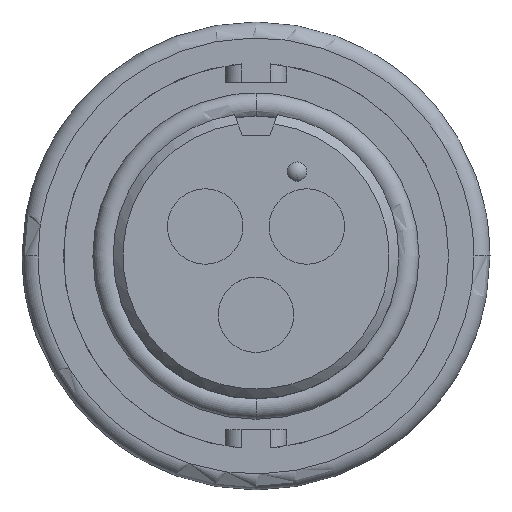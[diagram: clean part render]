
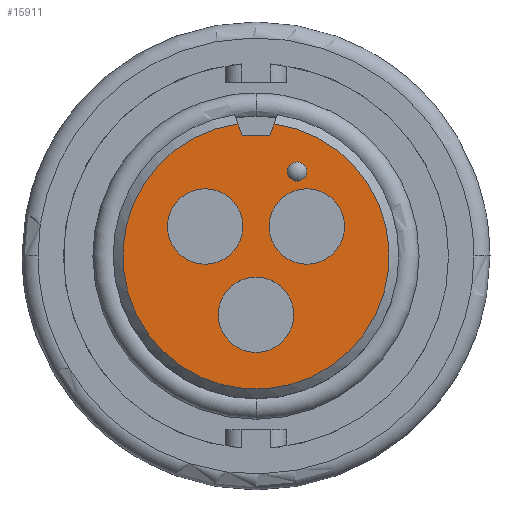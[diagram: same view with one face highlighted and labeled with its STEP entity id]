
A CAD part, top view. The second image highlights one B-rep face of the part: STEP entity #15911.
In plain terms, the highlighted planar face has unit normal (0, 0, 1).
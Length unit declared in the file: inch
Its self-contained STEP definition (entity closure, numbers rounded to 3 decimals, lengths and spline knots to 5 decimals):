
#39 = DIRECTION ( 'NONE',  ( 0., 0., 1. ) ) ;
#362 = AXIS2_PLACEMENT_3D ( 'NONE', #6236, #896, #668 ) ;
#421 = EDGE_CURVE ( 'NONE', #2864, #6026, #11430, .T. ) ;
#611 = CARTESIAN_POINT ( 'NONE',  ( 0.1655, 0.055, 0. ) ) ;
#633 = VERTEX_POINT ( 'NONE', #7784 ) ;
#658 = DIRECTION ( 'NONE',  ( -1., 0., 0. ) ) ;
#668 = DIRECTION ( 'NONE',  ( -1., 0., 0. ) ) ;
#718 = DIRECTION ( 'NONE',  ( -1., 0., 0. ) ) ;
#735 = FACE_BOUND ( 'NONE', #5856, .T. ) ;
#896 = DIRECTION ( 'NONE',  ( 0., 0., 1. ) ) ;
#951 = EDGE_CURVE ( 'NONE', #16049, #7016, #1036, .T. ) ;
#1020 = DIRECTION ( 'NONE',  ( 0., 1., 0. ) ) ;
#1036 = CIRCLE ( 'NONE', #15010, 0.0705 ) ;
#1077 = AXIS2_PLACEMENT_3D ( 'NONE', #14943, #9672, #1754 ) ;
#1146 = CARTESIAN_POINT ( 'NONE',  ( -0.095, 0.055, 0. ) ) ;
#1148 = FACE_OUTER_BOUND ( 'NONE', #15104, .T. ) ;
#1754 = DIRECTION ( 'NONE',  ( -1., 0., 0. ) ) ;
#1850 = AXIS2_PLACEMENT_3D ( 'NONE', #8005, #39, #9318 ) ;
#1855 = EDGE_CURVE ( 'NONE', #10489, #1929, #12858, .T. ) ;
#1916 = VERTEX_POINT ( 'NONE', #8627 ) ;
#1929 = VERTEX_POINT ( 'NONE', #11370 ) ;
#1933 = CARTESIAN_POINT ( 'NONE',  ( -0.0705, -0.11, 0. ) ) ;
#1970 = VECTOR ( 'NONE', #4163, 39.37008 ) ;
#2178 = ORIENTED_EDGE ( 'NONE', *, *, #5546, .F. ) ;
#2475 = DIRECTION ( 'NONE',  ( 0., 0., 1. ) ) ;
#2497 = DIRECTION ( 'NONE',  ( -1., 0., 0. ) ) ;
#2864 = VERTEX_POINT ( 'NONE', #11826 ) ;
#3049 = ORIENTED_EDGE ( 'NONE', *, *, #12229, .T. ) ;
#3313 = CARTESIAN_POINT ( 'NONE',  ( -0.1655, 0.055, 0. ) ) ;
#3689 = CARTESIAN_POINT ( 'NONE',  ( -0.03371, 0.24671, 0. ) ) ;
#4069 = EDGE_LOOP ( 'NONE', ( #4107, #5876 ) ) ;
#4107 = ORIENTED_EDGE ( 'NONE', *, *, #1855, .F. ) ;
#4160 = EDGE_LOOP ( 'NONE', ( #12282, #5387 ) ) ;
#4163 = DIRECTION ( 'NONE',  ( 1., 0., 0. ) ) ;
#4265 = FACE_BOUND ( 'NONE', #12629, .T. ) ;
#4300 = CARTESIAN_POINT ( 'NONE',  ( 0.0245, 0.055, 0. ) ) ;
#4400 = ORIENTED_EDGE ( 'NONE', *, *, #16852, .T. ) ;
#4423 = CARTESIAN_POINT ( 'NONE',  ( 0.05864, 0.15765, 0. ) ) ;
#4892 = CARTESIAN_POINT ( 'NONE',  ( 0.07666, 0.15765, 0. ) ) ;
#5260 = DIRECTION ( 'NONE',  ( -0.342, -0.94, 0. ) ) ;
#5387 = ORIENTED_EDGE ( 'NONE', *, *, #951, .F. ) ;
#5432 = VECTOR ( 'NONE', #5260, 39.37008 ) ;
#5476 = AXIS2_PLACEMENT_3D ( 'NONE', #4892, #14166, #6228 ) ;
#5546 = EDGE_CURVE ( 'NONE', #6263, #633, #16022, .T. ) ;
#5588 = EDGE_CURVE ( 'NONE', #7016, #16049, #12125, .T. ) ;
#5693 = PLANE ( 'NONE',  #1077 ) ;
#5726 = CARTESIAN_POINT ( 'NONE',  ( -0.095, 0.055, 0. ) ) ;
#5856 = EDGE_LOOP ( 'NONE', ( #8949, #6877 ) ) ;
#5876 = ORIENTED_EDGE ( 'NONE', *, *, #14548, .F. ) ;
#5942 = CIRCLE ( 'NONE', #1850, 0.0705 ) ;
#6026 = VERTEX_POINT ( 'NONE', #4423 ) ;
#6028 = CARTESIAN_POINT ( 'NONE',  ( -0.0245, 0.055, 0. ) ) ;
#6228 = DIRECTION ( 'NONE',  ( -1., 0., 0. ) ) ;
#6236 = CARTESIAN_POINT ( 'NONE',  ( 0., -0.11, 0. ) ) ;
#6263 = VERTEX_POINT ( 'NONE', #13493 ) ;
#6589 = CARTESIAN_POINT ( 'NONE',  ( 0.02581, 0.225, 0. ) ) ;
#6789 = AXIS2_PLACEMENT_3D ( 'NONE', #10400, #2475, #11735 ) ;
#6877 = ORIENTED_EDGE ( 'NONE', *, *, #421, .F. ) ;
#7016 = VERTEX_POINT ( 'NONE', #3313 ) ;
#7052 = DIRECTION ( 'NONE',  ( -1., 0., 0. ) ) ;
#7784 = CARTESIAN_POINT ( 'NONE',  ( 0.02581, 0.225, 0. ) ) ;
#8005 = CARTESIAN_POINT ( 'NONE',  ( 0., -0.11, 0. ) ) ;
#8131 = CIRCLE ( 'NONE', #5476, 0.01802 ) ;
#8162 = CIRCLE ( 'NONE', #8208, 0.0705 ) ;
#8208 = AXIS2_PLACEMENT_3D ( 'NONE', #16562, #8652, #718 ) ;
#8590 = DIRECTION ( 'NONE',  ( 0., 0., 1. ) ) ;
#8627 = CARTESIAN_POINT ( 'NONE',  ( 0.03371, 0.24671, 0. ) ) ;
#8652 = DIRECTION ( 'NONE',  ( 0., 0., 1. ) ) ;
#8698 = EDGE_CURVE ( 'NONE', #10392, #12350, #8162, .T. ) ;
#8949 = ORIENTED_EDGE ( 'NONE', *, *, #11218, .F. ) ;
#8959 = DIRECTION ( 'NONE',  ( 0., 0., -1. ) ) ;
#9254 = CARTESIAN_POINT ( 'NONE',  ( 0., 0.225, 0. ) ) ;
#9318 = DIRECTION ( 'NONE',  ( -1., 0., 0. ) ) ;
#9334 = ORIENTED_EDGE ( 'NONE', *, *, #10093, .F. ) ;
#9672 = DIRECTION ( 'NONE',  ( 0., 0., -1. ) ) ;
#10093 = EDGE_CURVE ( 'NONE', #12350, #10392, #17007, .T. ) ;
#10392 = VERTEX_POINT ( 'NONE', #4300 ) ;
#10400 = CARTESIAN_POINT ( 'NONE',  ( 0.095, 0.055, 0. ) ) ;
#10427 = DIRECTION ( 'NONE',  ( 0., 0., 1. ) ) ;
#10489 = VERTEX_POINT ( 'NONE', #1933 ) ;
#10637 = AXIS2_PLACEMENT_3D ( 'NONE', #5726, #14978, #7052 ) ;
#10813 = AXIS2_PLACEMENT_3D ( 'NONE', #16495, #8590, #658 ) ;
#11218 = EDGE_CURVE ( 'NONE', #6026, #2864, #8131, .T. ) ;
#11325 = FACE_BOUND ( 'NONE', #4160, .T. ) ;
#11370 = CARTESIAN_POINT ( 'NONE',  ( 0.0705, -0.11, 0. ) ) ;
#11430 = CIRCLE ( 'NONE', #10813, 0.01802 ) ;
#11735 = DIRECTION ( 'NONE',  ( -1., 0., 0. ) ) ;
#11826 = CARTESIAN_POINT ( 'NONE',  ( 0.09468, 0.15765, 0. ) ) ;
#12125 = CIRCLE ( 'NONE', #10637, 0.0705 ) ;
#12135 = VECTOR ( 'NONE', #15582, 39.37008 ) ;
#12153 = FACE_BOUND ( 'NONE', #4069, .T. ) ;
#12167 = CIRCLE ( 'NONE', #15150, 0.249 ) ;
#12229 = EDGE_CURVE ( 'NONE', #1916, #633, #16370, .T. ) ;
#12282 = ORIENTED_EDGE ( 'NONE', *, *, #5588, .F. ) ;
#12350 = VERTEX_POINT ( 'NONE', #611 ) ;
#12415 = ORIENTED_EDGE ( 'NONE', *, *, #8698, .F. ) ;
#12536 = LINE ( 'NONE', #14277, #12135 ) ;
#12629 = EDGE_LOOP ( 'NONE', ( #12415, #9334 ) ) ;
#12858 = CIRCLE ( 'NONE', #362, 0.0705 ) ;
#13493 = CARTESIAN_POINT ( 'NONE',  ( -0.02581, 0.225, 0. ) ) ;
#13882 = ORIENTED_EDGE ( 'NONE', *, *, #14781, .F. ) ;
#14166 = DIRECTION ( 'NONE',  ( 0., 0., 1. ) ) ;
#14277 = CARTESIAN_POINT ( 'NONE',  ( -0.02581, 0.225, 0. ) ) ;
#14548 = EDGE_CURVE ( 'NONE', #1929, #10489, #5942, .T. ) ;
#14781 = EDGE_CURVE ( 'NONE', #1916, #14822, #12167, .T. ) ;
#14822 = VERTEX_POINT ( 'NONE', #3689 ) ;
#14943 = CARTESIAN_POINT ( 'NONE',  ( 0., 0., 0. ) ) ;
#14978 = DIRECTION ( 'NONE',  ( 0., 0., 1. ) ) ;
#15010 = AXIS2_PLACEMENT_3D ( 'NONE', #1146, #10427, #2497 ) ;
#15104 = EDGE_LOOP ( 'NONE', ( #13882, #3049, #2178, #4400 ) ) ;
#15150 = AXIS2_PLACEMENT_3D ( 'NONE', #16861, #8959, #1020 ) ;
#15582 = DIRECTION ( 'NONE',  ( -0.342, 0.94, 0. ) ) ;
#15911 = ADVANCED_FACE ( 'NONE', ( #1148, #11325, #12153, #4265, #735 ), #5693, .F. ) ;
#16022 = LINE ( 'NONE', #9254, #1970 ) ;
#16049 = VERTEX_POINT ( 'NONE', #6028 ) ;
#16370 = LINE ( 'NONE', #6589, #5432 ) ;
#16495 = CARTESIAN_POINT ( 'NONE',  ( 0.07666, 0.15765, 0. ) ) ;
#16562 = CARTESIAN_POINT ( 'NONE',  ( 0.095, 0.055, 0. ) ) ;
#16852 = EDGE_CURVE ( 'NONE', #6263, #14822, #12536, .T. ) ;
#16861 = CARTESIAN_POINT ( 'NONE',  ( 0., 0., 0. ) ) ;
#17007 = CIRCLE ( 'NONE', #6789, 0.0705 ) ;
